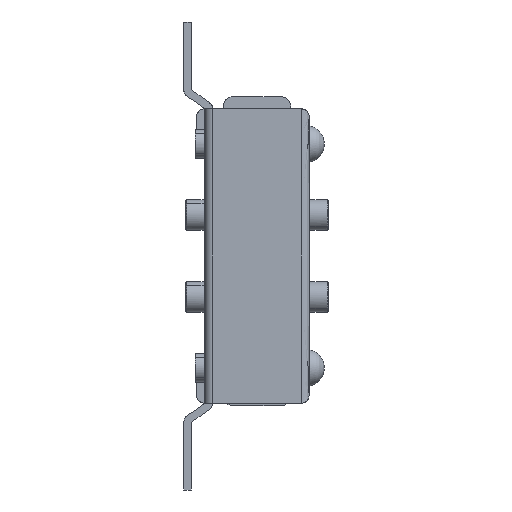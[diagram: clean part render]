
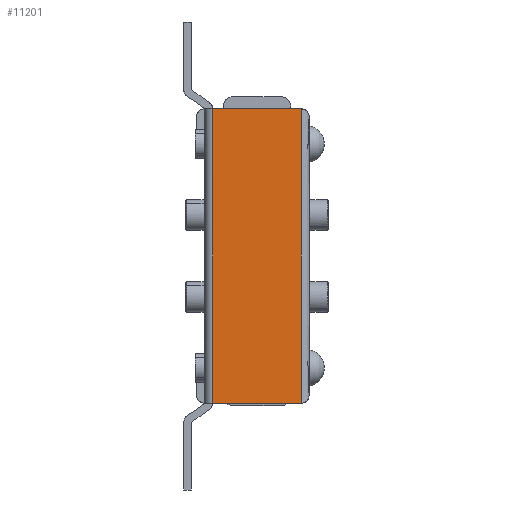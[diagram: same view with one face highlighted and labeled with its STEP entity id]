
A CAD part, left-side view. The second image highlights one B-rep face of the part: STEP entity #11201.
In plain terms, the highlighted free-form (B-spline) face has degree [1, 1] with [2, 2] control points.
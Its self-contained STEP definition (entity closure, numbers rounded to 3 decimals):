
#8142=CARTESIAN_POINT('',(-8.5,-12.2,-35.75));
#8143=VERTEX_POINT('',#8142);
#8183=CARTESIAN_POINT('',(-8.5,-12.2,-5.25));
#8184=VERTEX_POINT('',#8183);
#9802=CARTESIAN_POINT('',(-8.5,-3.,-35.75));
#9803=VERTEX_POINT('',#9802);
#9817=CARTESIAN_POINT('',(-8.5,-3.,-5.25));
#9818=VERTEX_POINT('',#9817);
#9819=CARTESIAN_POINT('',(-8.5,-3.,-5.25));
#9820=CARTESIAN_POINT('',(-8.5,-3.,-35.75));
#9821=QUASI_UNIFORM_CURVE('',1,(#9819,#9820),.UNSPECIFIED.,.F.,.U.);
#9822=EDGE_CURVE('',#9818,#9803,#9821,.T.);
#9865=CARTESIAN_POINT('',(-8.5,-12.2,-35.75));
#9866=CARTESIAN_POINT('',(-8.5,-12.2,-5.25));
#9867=QUASI_UNIFORM_CURVE('',1,(#9865,#9866),.UNSPECIFIED.,.F.,.U.);
#9868=EDGE_CURVE('',#8143,#8184,#9867,.T.);
#11010=CARTESIAN_POINT('',(-8.5,-3.,-35.75));
#11011=CARTESIAN_POINT('',(-8.5,-12.2,-35.75));
#11012=QUASI_UNIFORM_CURVE('',1,(#11010,#11011),.UNSPECIFIED.,.F.,.U.);
#11013=EDGE_CURVE('',#9803,#8143,#11012,.T.);
#11186=CARTESIAN_POINT('',(-8.5,-2.54,-37.273));
#11187=CARTESIAN_POINT('',(-8.5,-12.66,-37.273));
#11188=CARTESIAN_POINT('',(-8.5,-2.54,-3.727));
#11189=CARTESIAN_POINT('',(-8.5,-12.66,-3.727));
#11190=B_SPLINE_SURFACE_WITH_KNOTS('',1,1,((#11186,#11188),(#11187,#11189)),.UNSPECIFIED.,.F.,.F.,.U.,(2,2),(2,2),(0.0,10.119),(0.0,33.547),.UNSPECIFIED.);
#11191=ORIENTED_EDGE('',*,*,#11013,.T.);
#11192=ORIENTED_EDGE('',*,*,#9868,.T.);
#11193=CARTESIAN_POINT('',(-8.5,-3.,-5.25));
#11194=CARTESIAN_POINT('',(-8.5,-12.2,-5.25));
#11195=QUASI_UNIFORM_CURVE('',1,(#11193,#11194),.UNSPECIFIED.,.F.,.U.);
#11196=EDGE_CURVE('',#9818,#8184,#11195,.T.);
#11197=ORIENTED_EDGE('',*,*,#11196,.F.);
#11198=ORIENTED_EDGE('',*,*,#9822,.T.);
#11199=EDGE_LOOP('',(#11191,#11192,#11197,#11198));
#11200=FACE_OUTER_BOUND('',#11199,.T.);
#11201=ADVANCED_FACE('',(#11200),#11190,.T.);
